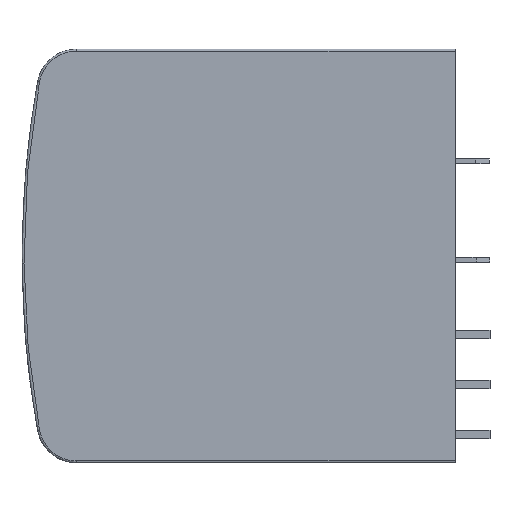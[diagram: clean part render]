
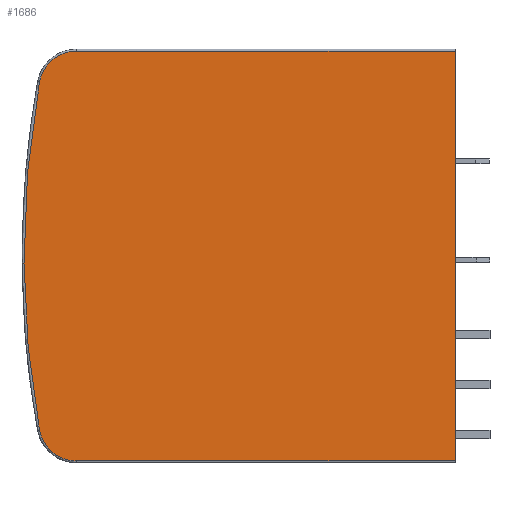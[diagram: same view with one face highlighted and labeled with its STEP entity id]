
A CAD part, left-side view. The second image highlights one B-rep face of the part: STEP entity #1686.
In plain terms, the highlighted planar face has unit normal (-1, 0, 0).
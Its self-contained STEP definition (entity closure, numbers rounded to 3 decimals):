
#1 = EDGE_CURVE ( 'NONE', #4429, #2907, #866, .T. ) ;
#144 = CARTESIAN_POINT ( 'NONE',  ( -9.15, 20.464, -20.257 ) ) ;
#347 = EDGE_CURVE ( 'NONE', #4665, #3084, #443, .T. ) ;
#409 = CARTESIAN_POINT ( 'NONE',  ( -9.15, 22.223, -17.673 ) ) ;
#414 = CARTESIAN_POINT ( 'NONE',  ( -9.15, -76., -20.8 ) ) ;
#443 = B_SPLINE_CURVE_WITH_KNOTS ( 'NONE', 3,
 ( #2805, #1661, #3222, #1552, #3146, #2466, #1164, #499, #785, #4697, #2780, #4306, #3344, #2522, #4901, #636, #526, #4028, #2981, #3729 ),
 .UNSPECIFIED., .F., .F.,
 ( 4, 1, 1, 1, 2, 2, 2, 1, 1, 1, 2, 2, 4 ),
 ( 0., 0.125, 0.187, 0.219, 0.234, 0.25, 0.5, 0.625, 0.687, 0.719, 0.734, 0.75, 1. ),
 .UNSPECIFIED. ) ;
#499 = CARTESIAN_POINT ( 'NONE',  ( -9.15, 19.713, 20.595 ) ) ;
#526 = CARTESIAN_POINT ( 'NONE',  ( -9.15, 21.776, 18.896 ) ) ;
#600 = CARTESIAN_POINT ( 'NONE',  ( -9.15, 21.563, -19.273 ) ) ;
#636 = CARTESIAN_POINT ( 'NONE',  ( -9.15, 21.761, 18.923 ) ) ;
#785 = CARTESIAN_POINT ( 'NONE',  ( -9.15, 20.174, 20.434 ) ) ;
#797 = ORIENTED_EDGE ( 'NONE', *, *, #2673, .T. ) ;
#799 = ORIENTED_EDGE ( 'NONE', *, *, #859, .T. ) ;
#859 = EDGE_CURVE ( 'NONE', #2410, #4665, #3836, .T. ) ;
#866 = B_SPLINE_CURVE_WITH_KNOTS ( 'NONE', 3,
 ( #2511, #1790, #1395, #956, #3236, #2127, #1005, #3643, #600, #3337, #1341, #144, #2152, #2540, #1682, #3265, #4894, #2566, #2975, #4073 ),
 .UNSPECIFIED., .F., .F.,
 ( 4, 1, 1, 1, 2, 2, 2, 1, 1, 1, 2, 2, 4 ),
 ( 0., 0.125, 0.187, 0.219, 0.234, 0.25, 0.5, 0.625, 0.687, 0.719, 0.734, 0.75, 1. ),
 .UNSPECIFIED. ) ;
#872 = LINE ( 'NONE', #4800, #3889 ) ;
#884 = VECTOR ( 'NONE', #1565, 1000. ) ;
#956 = CARTESIAN_POINT ( 'NONE',  ( -9.15, 21.96, -18.539 ) ) ;
#1005 = CARTESIAN_POINT ( 'NONE',  ( -9.15, 21.816, -18.826 ) ) ;
#1133 = CARTESIAN_POINT ( 'NONE',  ( -9.15, 22.223, 17.673 ) ) ;
#1164 = CARTESIAN_POINT ( 'NONE',  ( -9.15, 19.689, 20.603 ) ) ;
#1341 = CARTESIAN_POINT ( 'NONE',  ( -9.15, 20.744, -20.063 ) ) ;
#1395 = CARTESIAN_POINT ( 'NONE',  ( -9.15, 22.102, -18.194 ) ) ;
#1466 = DIRECTION ( 'NONE',  ( -1., 0., 0. ) ) ;
#1552 = CARTESIAN_POINT ( 'NONE',  ( -9.15, 19.381, 20.695 ) ) ;
#1565 = DIRECTION ( 'NONE',  ( 0., -1., 0. ) ) ;
#1644 = VERTEX_POINT ( 'NONE', #2181 ) ;
#1661 = CARTESIAN_POINT ( 'NONE',  ( -9.15, 18.698, 20.8 ) ) ;
#1682 = CARTESIAN_POINT ( 'NONE',  ( -9.15, 19.848, -20.546 ) ) ;
#1686 = ADVANCED_FACE ( 'NONE', ( #2488 ), #2641, .T. ) ;
#1764 = CARTESIAN_POINT ( 'NONE',  ( -9.15, -20., 20.8 ) ) ;
#1790 = CARTESIAN_POINT ( 'NONE',  ( -9.15, 22.185, -17.885 ) ) ;
#1909 = CARTESIAN_POINT ( 'NONE',  ( -9.15, 18.483, -20.8 ) ) ;
#1977 = CARTESIAN_POINT ( 'NONE',  ( -9.15, 23.274, -11.829 ) ) ;
#2010 = EDGE_CURVE ( 'NONE', #2410, #1644, #872, .T. ) ;
#2127 = CARTESIAN_POINT ( 'NONE',  ( -9.15, 21.841, -18.778 ) ) ;
#2152 = CARTESIAN_POINT ( 'NONE',  ( -9.15, 20.111, -20.437 ) ) ;
#2181 = CARTESIAN_POINT ( 'NONE',  ( -9.15, -20., -20.8 ) ) ;
#2190 = ORIENTED_EDGE ( 'NONE', *, *, #1, .T. ) ;
#2246 = DIRECTION ( 'NONE',  ( 0., 1., 0. ) ) ;
#2251 = DIRECTION ( 'NONE',  ( 0., 0., 1. ) ) ;
#2342 = VECTOR ( 'NONE', #2246, 1000. ) ;
#2410 = VERTEX_POINT ( 'NONE', #1764 ) ;
#2466 = CARTESIAN_POINT ( 'NONE',  ( -9.15, 19.638, 20.62 ) ) ;
#2488 = FACE_OUTER_BOUND ( 'NONE', #3260, .T. ) ;
#2511 = CARTESIAN_POINT ( 'NONE',  ( -9.15, 22.223, -17.673 ) ) ;
#2522 = CARTESIAN_POINT ( 'NONE',  ( -9.15, 21.687, 19.045 ) ) ;
#2540 = CARTESIAN_POINT ( 'NONE',  ( -9.15, 19.928, -20.515 ) ) ;
#2566 = CARTESIAN_POINT ( 'NONE',  ( -9.15, 19.334, -20.729 ) ) ;
#2583 = CARTESIAN_POINT ( 'NONE',  ( -9.15, 22.223, -17.673 ) ) ;
#2641 = PLANE ( 'NONE',  #3624 ) ;
#2673 = EDGE_CURVE ( 'NONE', #2907, #1644, #3968, .T. ) ;
#2738 = CARTESIAN_POINT ( 'NONE',  ( -9.15, 23.8, -5.938 ) ) ;
#2780 = CARTESIAN_POINT ( 'NONE',  ( -9.15, 21.097, 19.768 ) ) ;
#2805 = CARTESIAN_POINT ( 'NONE',  ( -9.15, 18.483, 20.8 ) ) ;
#2907 = VERTEX_POINT ( 'NONE', #1909 ) ;
#2975 = CARTESIAN_POINT ( 'NONE',  ( -9.15, 18.914, -20.8 ) ) ;
#2981 = CARTESIAN_POINT ( 'NONE',  ( -9.15, 22.146, 18.098 ) ) ;
#3084 = VERTEX_POINT ( 'NONE', #3430 ) ;
#3146 = CARTESIAN_POINT ( 'NONE',  ( -9.15, 19.562, 20.644 ) ) ;
#3222 = CARTESIAN_POINT ( 'NONE',  ( -9.15, 19.017, 20.773 ) ) ;
#3236 = CARTESIAN_POINT ( 'NONE',  ( -9.15, 21.879, -18.707 ) ) ;
#3260 = EDGE_LOOP ( 'NONE', ( #2190, #797, #3456, #799, #4726, #4044 ) ) ;
#3265 = CARTESIAN_POINT ( 'NONE',  ( -9.15, 19.795, -20.567 ) ) ;
#3337 = CARTESIAN_POINT ( 'NONE',  ( -9.15, 21.273, -19.62 ) ) ;
#3344 = CARTESIAN_POINT ( 'NONE',  ( -9.15, 21.577, 19.211 ) ) ;
#3430 = CARTESIAN_POINT ( 'NONE',  ( -9.15, 22.223, 17.673 ) ) ;
#3439 = CARTESIAN_POINT ( 'NONE',  ( -9.15, -76., 0. ) ) ;
#3456 = ORIENTED_EDGE ( 'NONE', *, *, #2010, .F. ) ;
#3497 = EDGE_CURVE ( 'NONE', #3084, #4429, #4659, .T. ) ;
#3624 = AXIS2_PLACEMENT_3D ( 'NONE', #3439, #1466, #2251 ) ;
#3643 = CARTESIAN_POINT ( 'NONE',  ( -9.15, 21.803, -18.848 ) ) ;
#3729 = CARTESIAN_POINT ( 'NONE',  ( -9.15, 22.223, 17.673 ) ) ;
#3836 = LINE ( 'NONE', #4634, #2342 ) ;
#3889 = VECTOR ( 'NONE', #4042, 1000. ) ;
#3910 = CARTESIAN_POINT ( 'NONE',  ( -9.15, 18.483, 20.8 ) ) ;
#3935 = CARTESIAN_POINT ( 'NONE',  ( -9.15, 23.8, 5.938 ) ) ;
#3968 = LINE ( 'NONE', #414, #884 ) ;
#4028 = CARTESIAN_POINT ( 'NONE',  ( -9.15, 22.002, 18.498 ) ) ;
#4042 = DIRECTION ( 'NONE',  ( 0., 0., -1. ) ) ;
#4044 = ORIENTED_EDGE ( 'NONE', *, *, #3497, .T. ) ;
#4073 = CARTESIAN_POINT ( 'NONE',  ( -9.15, 18.483, -20.8 ) ) ;
#4306 = CARTESIAN_POINT ( 'NONE',  ( -9.15, 21.337, 19.527 ) ) ;
#4429 = VERTEX_POINT ( 'NONE', #2583 ) ;
#4634 = CARTESIAN_POINT ( 'NONE',  ( -9.15, -76., 20.8 ) ) ;
#4658 = CARTESIAN_POINT ( 'NONE',  ( -9.15, 23.274, 11.829 ) ) ;
#4659 = B_SPLINE_CURVE_WITH_KNOTS ( 'NONE', 3,
 ( #1133, #4658, #3935, #2738, #1977, #409 ),
 .UNSPECIFIED., .F., .F.,
 ( 4, 2, 4 ),
 ( 0., 0.5, 1. ),
 .UNSPECIFIED. ) ;
#4665 = VERTEX_POINT ( 'NONE', #3910 ) ;
#4697 = CARTESIAN_POINT ( 'NONE',  ( -9.15, 20.568, 20.21 ) ) ;
#4726 = ORIENTED_EDGE ( 'NONE', *, *, #347, .T. ) ;
#4800 = CARTESIAN_POINT ( 'NONE',  ( -9.15, -20., -19.7 ) ) ;
#4894 = CARTESIAN_POINT ( 'NONE',  ( -9.15, 19.766, -20.577 ) ) ;
#4901 = CARTESIAN_POINT ( 'NONE',  ( -9.15, 21.731, 18.972 ) ) ;
